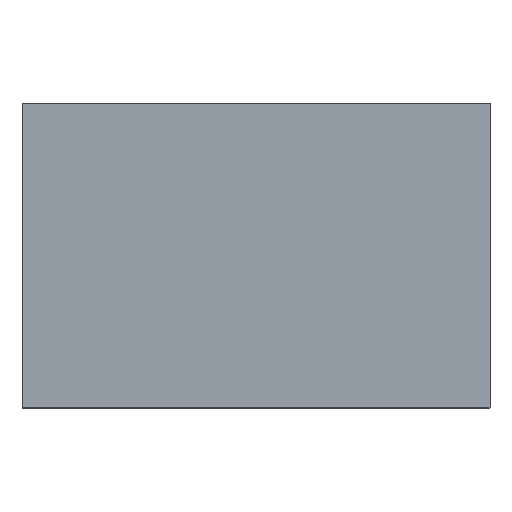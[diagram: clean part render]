
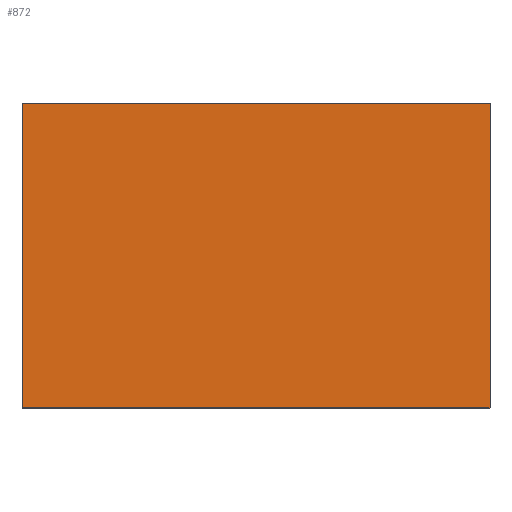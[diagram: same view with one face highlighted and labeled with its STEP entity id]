
A CAD part, top view. The second image highlights one B-rep face of the part: STEP entity #872.
In plain terms, the highlighted planar face has unit normal (0, 0, 1).
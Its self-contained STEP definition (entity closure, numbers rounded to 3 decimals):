
#76=FACE_OUTER_BOUND('',#126,.T.);
#126=EDGE_LOOP('',(#639,#640,#641,#642));
#200=LINE('',#1308,#304);
#203=LINE('',#1313,#307);
#204=LINE('',#1316,#308);
#205=LINE('',#1317,#309);
#304=VECTOR('',#1058,9.595);
#307=VECTOR('',#1063,9.595);
#308=VECTOR('',#1066,9.595);
#309=VECTOR('',#1067,9.595);
#399=VERTEX_POINT('',#1305);
#400=VERTEX_POINT('',#1307);
#401=VERTEX_POINT('',#1311);
#402=VERTEX_POINT('',#1315);
#488=EDGE_CURVE('',#400,#399,#200,.T.);
#491=EDGE_CURVE('',#399,#401,#203,.T.);
#492=EDGE_CURVE('',#402,#400,#204,.T.);
#493=EDGE_CURVE('',#401,#402,#205,.T.);
#639=ORIENTED_EDGE('',*,*,#492,.T.);
#640=ORIENTED_EDGE('',*,*,#488,.T.);
#641=ORIENTED_EDGE('',*,*,#491,.T.);
#642=ORIENTED_EDGE('',*,*,#493,.T.);
#832=PLANE('',#947);
#872=ADVANCED_FACE('',(#76),#832,.T.);
#947=AXIS2_PLACEMENT_3D('',#1314,#1064,#1065);
#1058=DIRECTION('',(0.,-1.,0.));
#1063=DIRECTION('',(1.,0.,0.));
#1064=DIRECTION('center_axis',(0.,0.,1.));
#1065=DIRECTION('ref_axis',(0.,1.,0.));
#1066=DIRECTION('',(-1.,0.,0.));
#1067=DIRECTION('',(0.,1.,0.));
#1305=CARTESIAN_POINT('',(-144.33,3.795,73.779));
#1307=CARTESIAN_POINT('',(-144.33,93.029,73.779));
#1308=CARTESIAN_POINT('',(-144.33,48.412,73.779));
#1311=CARTESIAN_POINT('',(-7.122,3.795,73.779));
#1313=CARTESIAN_POINT('',(-75.726,3.795,73.779));
#1314=CARTESIAN_POINT('Origin',(-75.726,48.412,73.779));
#1315=CARTESIAN_POINT('',(-7.122,93.029,73.779));
#1316=CARTESIAN_POINT('',(-75.726,93.029,73.779));
#1317=CARTESIAN_POINT('',(-7.122,48.412,73.779));
